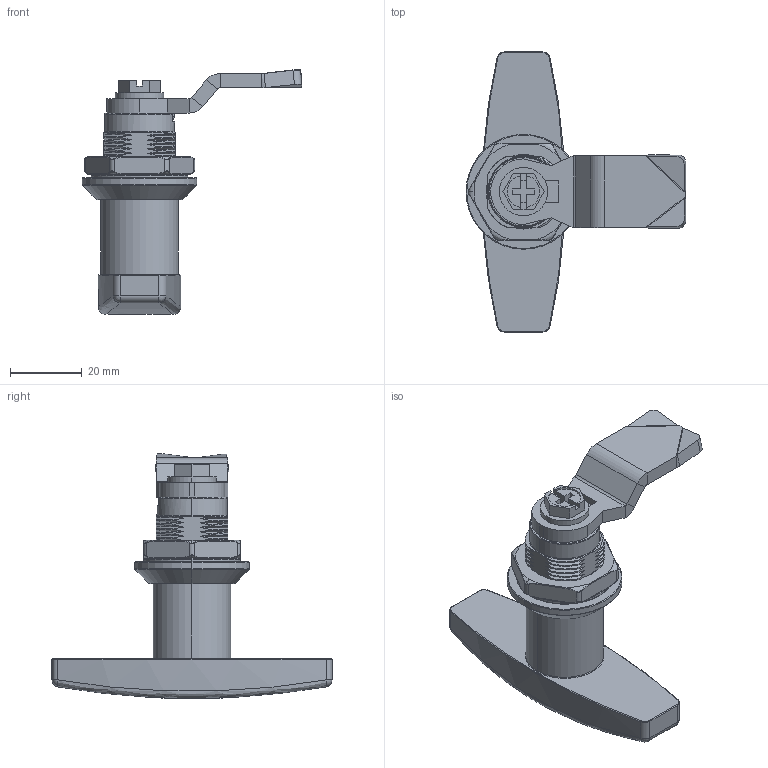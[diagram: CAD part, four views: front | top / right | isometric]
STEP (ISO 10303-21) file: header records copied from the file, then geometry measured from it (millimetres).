
FILE_DESCRIPTION (( 'STEP AP214' ), '1' );
FILE_NAME ('MS-3242.STEP', '2015-09-02T02:16:43', ( '' ), ( '' ), 'SwSTEP 2.0', 'SolidWorks 2010', '' );
FILE_SCHEMA (( 'AUTOMOTIVE_DESIGN' ));
Length unit declared in the file: millimetre
Products named in the file (8): 鎖芯; 外六角螺帽_M22_Default; M6螺絲; 主體; MS-3242; 擋片; 塑膠墊片; 手柄
Assembly tree (7 placements, depth 2):
  MS-3242
    外六角螺帽_M22_Default
    塑膠墊片
    M6螺絲
    鎖芯
    主體
    手柄
    擋片
Bounding box: 61.23 x 78 x 68.19 mm (x, y, z)
Volume: 36716.3 mm3; surface area: 19507.8 mm2
Topology: 7 solids, 7 shells, 559 faces, 1364 edges, 813 vertices
Faces by surface type: cylinder 185, bspline 141, plane 127, torus 81, sphere 23, cone 2
Entity records: 23685 total; most frequent: CARTESIAN_POINT 11498, ORIENTED_EDGE 2692, DIRECTION 2167, EDGE_CURVE 1346, AXIS2_PLACEMENT_3D 841, VERTEX_POINT 812, EDGE_LOOP 578, ADVANCED_FACE 559
